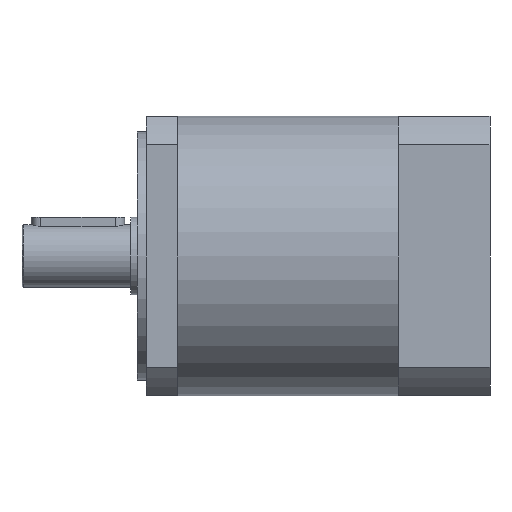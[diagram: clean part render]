
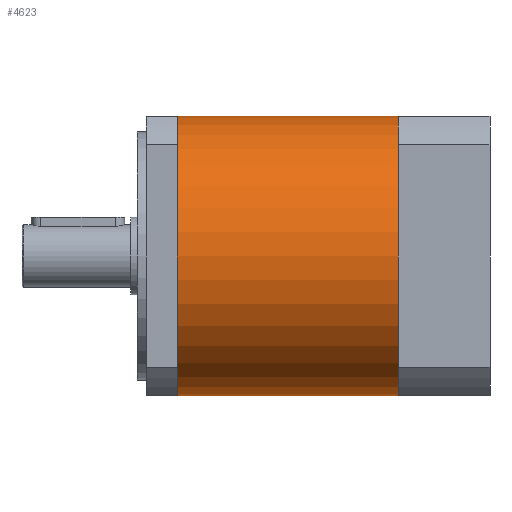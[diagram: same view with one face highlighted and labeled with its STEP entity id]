
A CAD part, left-side view. The second image highlights one B-rep face of the part: STEP entity #4623.
In plain terms, the highlighted cylindrical face has radius 45 mm (diameter 90 mm), a partial arc.
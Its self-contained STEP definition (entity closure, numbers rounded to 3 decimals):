
#185 = CARTESIAN_POINT ( 'NONE',  ( 0., 35.5, 45. ) ) ;
#283 = CARTESIAN_POINT ( 'NONE',  ( 0., 35.5, 0. ) ) ;
#320 = EDGE_LOOP ( 'NONE', ( #1872, #3726, #4003, #3793, #3155, #888 ) ) ;
#680 = DIRECTION ( 'NONE',  ( 0., 0., 1. ) ) ;
#700 = DIRECTION ( 'NONE',  ( 0., 1., 0. ) ) ;
#726 = EDGE_CURVE ( 'NONE', #4160, #2114, #2096, .T. ) ;
#739 = CARTESIAN_POINT ( 'NONE',  ( 0., 35.5, 0. ) ) ;
#780 = CARTESIAN_POINT ( 'NONE',  ( 0., 35.5, 45. ) ) ;
#860 = EDGE_CURVE ( 'NONE', #2793, #2114, #1573, .T. ) ;
#888 = ORIENTED_EDGE ( 'NONE', *, *, #726, .T. ) ;
#889 = EDGE_CURVE ( 'NONE', #2792, #1233, #3600, .T. ) ;
#1130 = VECTOR ( 'NONE', #1202, 1000. ) ;
#1202 = DIRECTION ( 'NONE',  ( 0., -1., 0. ) ) ;
#1233 = VERTEX_POINT ( 'NONE', #3818 ) ;
#1251 = CARTESIAN_POINT ( 'NONE',  ( 0., -35.5, 0. ) ) ;
#1301 = CARTESIAN_POINT ( 'NONE',  ( 0., 35.5, -45. ) ) ;
#1363 = DIRECTION ( 'NONE',  ( 0., 1., 0. ) ) ;
#1495 = DIRECTION ( 'NONE',  ( 0., -1., 0. ) ) ;
#1573 = LINE ( 'NONE', #185, #4668 ) ;
#1642 = DIRECTION ( 'NONE',  ( 0., 0., 1. ) ) ;
#1835 = VERTEX_POINT ( 'NONE', #4584 ) ;
#1872 = ORIENTED_EDGE ( 'NONE', *, *, #860, .F. ) ;
#1875 = DIRECTION ( 'NONE',  ( 0., 0., 1. ) ) ;
#1879 = CIRCLE ( 'NONE', #3641, 45. ) ;
#2096 = CIRCLE ( 'NONE', #2105, 45. ) ;
#2105 = AXIS2_PLACEMENT_3D ( 'NONE', #3868, #1363, #1875 ) ;
#2114 = VERTEX_POINT ( 'NONE', #2862 ) ;
#2180 = CARTESIAN_POINT ( 'NONE',  ( 0., 35.5, -45. ) ) ;
#2230 = EDGE_CURVE ( 'NONE', #2792, #1835, #4211, .T. ) ;
#2554 = CYLINDRICAL_SURFACE ( 'NONE', #3372, 45. ) ;
#2585 = DIRECTION ( 'NONE',  ( 0., 0., 1. ) ) ;
#2792 = VERTEX_POINT ( 'NONE', #1301 ) ;
#2793 = VERTEX_POINT ( 'NONE', #780 ) ;
#2862 = CARTESIAN_POINT ( 'NONE',  ( 0., -35.5, 45. ) ) ;
#3031 = DIRECTION ( 'NONE',  ( 0., 1., 0. ) ) ;
#3155 = ORIENTED_EDGE ( 'NONE', *, *, #3558, .T. ) ;
#3372 = AXIS2_PLACEMENT_3D ( 'NONE', #739, #1495, #4713 ) ;
#3375 = DIRECTION ( 'NONE',  ( 0., -1., 0. ) ) ;
#3558 = EDGE_CURVE ( 'NONE', #1835, #4160, #1879, .T. ) ;
#3600 = CIRCLE ( 'NONE', #4658, 45. ) ;
#3641 = AXIS2_PLACEMENT_3D ( 'NONE', #1251, #4062, #1642 ) ;
#3711 = AXIS2_PLACEMENT_3D ( 'NONE', #283, #3031, #680 ) ;
#3726 = ORIENTED_EDGE ( 'NONE', *, *, #5136, .F. ) ;
#3793 = ORIENTED_EDGE ( 'NONE', *, *, #2230, .T. ) ;
#3818 = CARTESIAN_POINT ( 'NONE',  ( -45., 35.5, 0. ) ) ;
#3868 = CARTESIAN_POINT ( 'NONE',  ( 0., -35.5, 0. ) ) ;
#4003 = ORIENTED_EDGE ( 'NONE', *, *, #889, .F. ) ;
#4062 = DIRECTION ( 'NONE',  ( 0., 1., 0. ) ) ;
#4160 = VERTEX_POINT ( 'NONE', #4387 ) ;
#4180 = CIRCLE ( 'NONE', #3711, 45. ) ;
#4211 = LINE ( 'NONE', #2180, #1130 ) ;
#4387 = CARTESIAN_POINT ( 'NONE',  ( -45., -35.5, 0. ) ) ;
#4516 = CARTESIAN_POINT ( 'NONE',  ( 0., 35.5, 0. ) ) ;
#4584 = CARTESIAN_POINT ( 'NONE',  ( 0., -35.5, -45. ) ) ;
#4623 = ADVANCED_FACE ( 'NONE', ( #4816 ), #2554, .T. ) ;
#4658 = AXIS2_PLACEMENT_3D ( 'NONE', #4516, #700, #2585 ) ;
#4668 = VECTOR ( 'NONE', #3375, 1000. ) ;
#4713 = DIRECTION ( 'NONE',  ( 0., 0., -1. ) ) ;
#4816 = FACE_OUTER_BOUND ( 'NONE', #320, .T. ) ;
#5136 = EDGE_CURVE ( 'NONE', #1233, #2793, #4180, .T. ) ;
